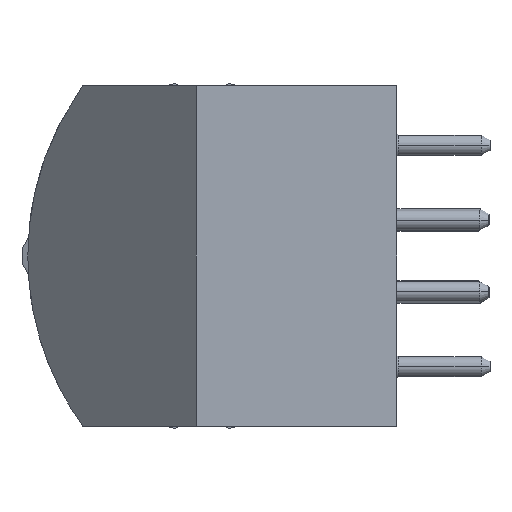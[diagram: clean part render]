
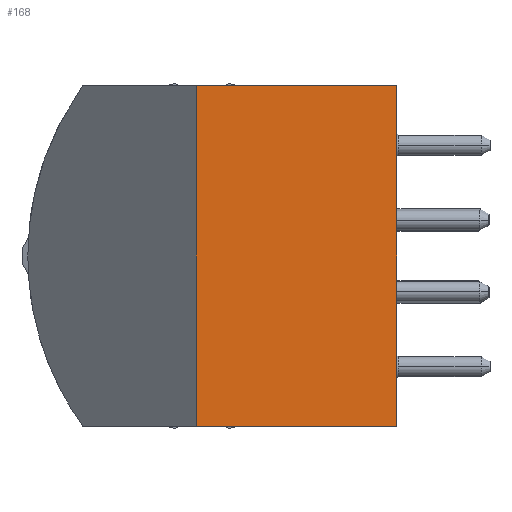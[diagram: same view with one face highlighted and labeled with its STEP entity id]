
A CAD part, left-side view. The second image highlights one B-rep face of the part: STEP entity #168.
In plain terms, the highlighted planar face has unit normal (-1, 0, 0).
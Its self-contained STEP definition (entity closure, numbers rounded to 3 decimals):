
#168=ADVANCED_FACE('',(#378),#379,.T.);
#378=FACE_OUTER_BOUND('',#620,.T.);
#379=PLANE('',#621);
#620=EDGE_LOOP('',(#1126,#1127,#1128,#1129));
#621=AXIS2_PLACEMENT_3D('',#1130,#1131,#1132);
#1126=ORIENTED_EDGE('',*,*,#1747,.T.);
#1127=ORIENTED_EDGE('',*,*,#1754,.T.);
#1128=ORIENTED_EDGE('',*,*,#1751,.T.);
#1129=ORIENTED_EDGE('',*,*,#1756,.T.);
#1130=CARTESIAN_POINT('',(-25.0,-6.7,0.));
#1131=DIRECTION('',(-1.0,0.0,0.0));
#1132=DIRECTION('',(0.0,0.0,1.0));
#1747=EDGE_CURVE('',#2248,#2246,#2249,.T.);
#1751=EDGE_CURVE('',#2254,#2252,#2255,.T.);
#1754=EDGE_CURVE('',#2246,#2254,#2258,.T.);
#1756=EDGE_CURVE('',#2252,#2248,#2260,.T.);
#2246=VERTEX_POINT('',#3418);
#2248=VERTEX_POINT('',#3421);
#2249=LINE('',#3422,#3423);
#2252=VERTEX_POINT('',#3427);
#2254=VERTEX_POINT('',#3430);
#2255=LINE('',#3431,#3432);
#2258=LINE('',#3436,#3437);
#2260=LINE('',#3439,#3440);
#3418=CARTESIAN_POINT('',(-25.0,0.2,5.85));
#3421=CARTESIAN_POINT('',(-25.0,-6.7,5.85));
#3422=CARTESIAN_POINT('',(-25.0,0.2,5.85));
#3423=VECTOR('',#3973,10.0);
#3427=CARTESIAN_POINT('',(-25.0,-6.7,-5.85));
#3430=CARTESIAN_POINT('',(-25.0,0.2,-5.85));
#3431=CARTESIAN_POINT('',(-25.0,0.2,-5.85));
#3432=VECTOR('',#3976,10.0);
#3436=CARTESIAN_POINT('',(-25.0,0.2,0.));
#3437=VECTOR('',#3978,10.0);
#3439=CARTESIAN_POINT('',(-25.0,-6.7,0.));
#3440=VECTOR('',#3979,10.0);
#3973=DIRECTION('',(0.0,1.0,0.0));
#3976=DIRECTION('',(0.0,-1.0,0.0));
#3978=DIRECTION('',(0.0,0.0,-1.0));
#3979=DIRECTION('',(0.0,0.0,1.0));
